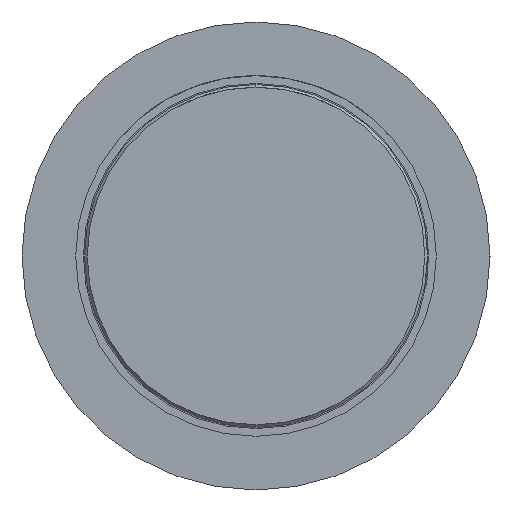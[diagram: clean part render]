
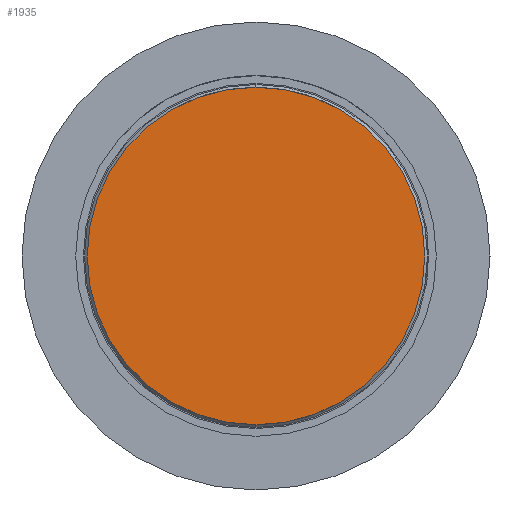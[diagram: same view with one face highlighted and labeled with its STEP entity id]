
A CAD part, front view. The second image highlights one B-rep face of the part: STEP entity #1935.
In plain terms, the highlighted planar face has unit normal (0, -1, 0).
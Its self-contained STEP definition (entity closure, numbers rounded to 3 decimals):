
#323 = AXIS2_PLACEMENT_3D ( 'NONE', #6073, #1737, #3369 ) ;
#325 = CARTESIAN_POINT ( 'NONE',  ( 0., 0., 0. ) ) ;
#818 = EDGE_LOOP ( 'NONE', ( #4213, #1509 ) ) ;
#1282 = AXIS2_PLACEMENT_3D ( 'NONE', #5875, #5896, #2640 ) ;
#1384 = DIRECTION ( 'NONE',  ( -1., 0., 0. ) ) ;
#1509 = ORIENTED_EDGE ( 'NONE', *, *, #2202, .T. ) ;
#1737 = DIRECTION ( 'NONE',  ( 0., 1., 0. ) ) ;
#1935 = ADVANCED_FACE ( 'Defeature ausgef�hrt1_13', ( #2492 ), #2811, .F. ) ;
#2202 = EDGE_CURVE ( 'Defeature ausgef�hrt1_13+Defeature ausgef�hrt1_20+Defeature ausgef�hrt1_20+Defeature ausgef�hrt1_20', #5582, #6203, #3851, .T. ) ;
#2492 = FACE_OUTER_BOUND ( 'NONE', #818, .T. ) ;
#2640 = DIRECTION ( 'NONE',  ( -1., 0., 0. ) ) ;
#2811 = PLANE ( 'NONE',  #323 ) ;
#3369 = DIRECTION ( 'NONE',  ( 1., 0., 0. ) ) ;
#3851 = CIRCLE ( 'NONE', #1282, 2.2 ) ;
#3931 = CIRCLE ( 'NONE', #5352, 2.2 ) ;
#3962 = CARTESIAN_POINT ( 'NONE',  ( -2.2, 0., 0. ) ) ;
#4160 = DIRECTION ( 'NONE',  ( 0., -1., 0. ) ) ;
#4213 = ORIENTED_EDGE ( 'NONE', *, *, #5820, .T. ) ;
#5039 = CARTESIAN_POINT ( 'NONE',  ( 2.2, 0., 0. ) ) ;
#5352 = AXIS2_PLACEMENT_3D ( 'NONE', #325, #4160, #1384 ) ;
#5582 = VERTEX_POINT ( 'NONE', #5039 ) ;
#5820 = EDGE_CURVE ( 'Defeature ausgef�hrt1_13+Defeature ausgef�hrt1_20+Defeature ausgef�hrt1_20+Defeature ausgef�hrt1_20', #6203, #5582, #3931, .T. ) ;
#5875 = CARTESIAN_POINT ( 'NONE',  ( 0., 0., 0. ) ) ;
#5896 = DIRECTION ( 'NONE',  ( 0., -1., 0. ) ) ;
#6073 = CARTESIAN_POINT ( 'NONE',  ( 0., 0., -1.9 ) ) ;
#6203 = VERTEX_POINT ( 'NONE', #3962 ) ;
